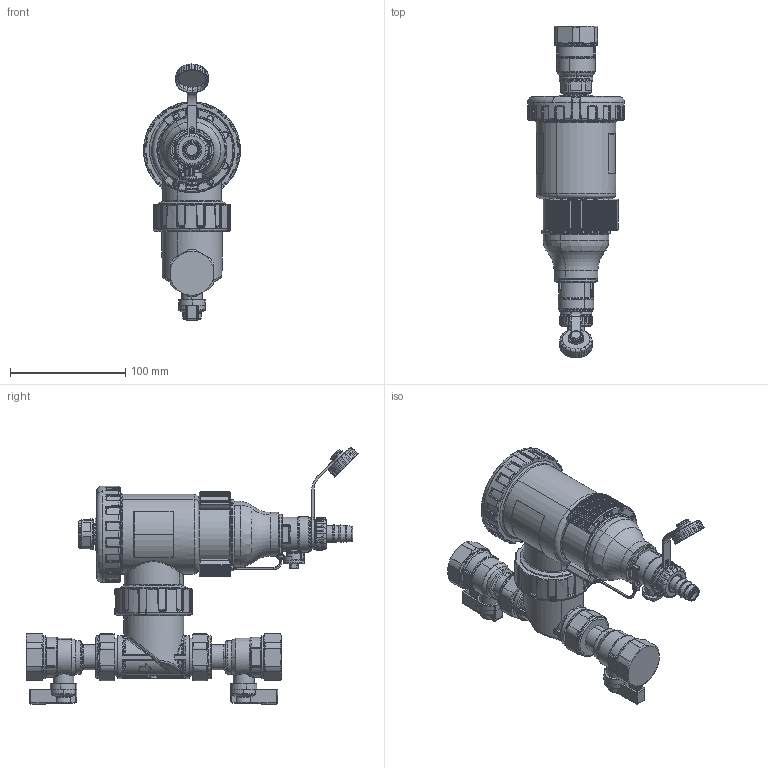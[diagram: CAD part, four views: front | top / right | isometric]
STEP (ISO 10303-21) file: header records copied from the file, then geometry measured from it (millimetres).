
FILE_DESCRIPTION(('CATIA V5 STEP Exchange'),'2;1');
FILE_NAME('STEP_545346_-_TST.stp','2018-09-20T10:25:46+00:00',('none'),('none'),'CATIA Version 5-6 Release 2016 SP4','CATIA V5 STEP AP203','none');
FILE_SCHEMA(('CONFIG_CONTROL_DESIGN'));
Products named in the file (1): 545346 - TST
Bounding box: 83.88 x 287.53 x 221.76 mm (x, y, z)
Volume: 954477.9 mm3; surface area: 118966.1 mm2
Topology: 1 solids, 3 shells, 4629 faces, 11550 edges, 6560 vertices
Faces by surface type: bspline 1480, cylinder 1412, plane 877, torus 350, revolution 194, cone 191, sphere 125
Entity records: 212877 total; most frequent: CARTESIAN_POINT 125046, ORIENTED_EDGE 22236, EDGE_CURVE 11118, DIRECTION 10700, VERTEX_POINT 6560, AXIS2_PLACEMENT_3D 5660, EDGE_LOOP 4722, B_SPLINE_CURVE_WITH_KNOTS 4645
